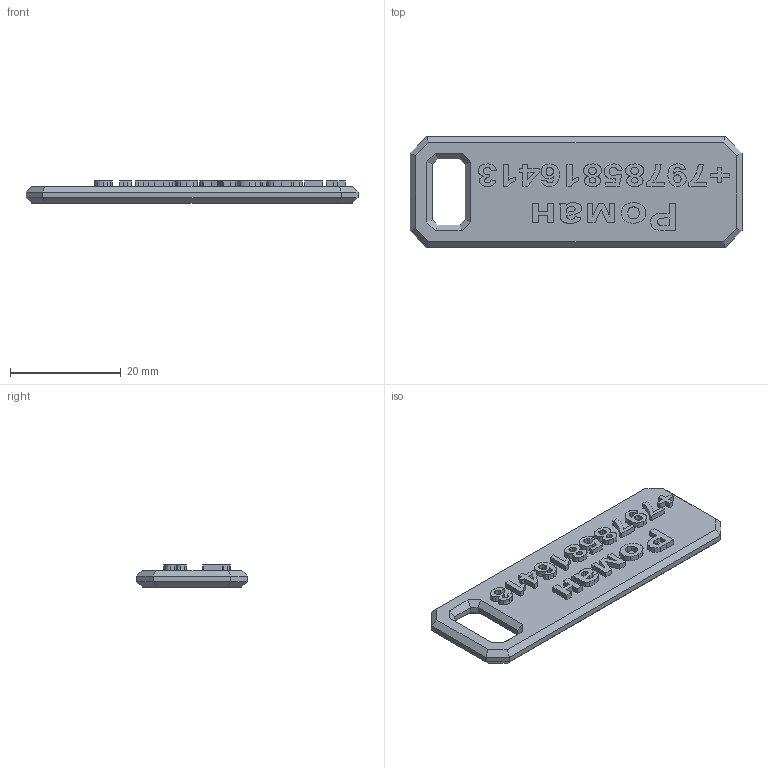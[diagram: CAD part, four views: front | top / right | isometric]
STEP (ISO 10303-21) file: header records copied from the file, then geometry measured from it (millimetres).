
FILE_DESCRIPTION(('STEP AP242'), '1');
FILE_NAME('item keychain ﾁ魲瑣顥 ﾀ', '', ('UNSPECIFIED'), ('UNSPECIFIED'), 'C3D Converter', 'C3D Toolkit', '');
FILE_SCHEMA(('AP242_MANAGED_MODEL_BASED_3D_ENGINEERING_MIM_LF { 1 0 10303 442 1 1 4 }'));
Length unit declared in the file: millimetre
Bounding box: 60 x 20 x 4 mm (x, y, z)
Volume: 3280.7 mm3; surface area: 2892.2 mm2
Topology: 1 solids, 1 shells, 398 faces, 1075 edges, 706 vertices
Faces by surface type: extrusion 225, plane 173
Entity records: 15861 total; most frequent: CARTESIAN_POINT 3530, ORIENTED_EDGE 2150, DIRECTION 1198, EDGE_CURVE 1075, VECTOR 850, VERTEX_POINT 706, B_SPLINE_CURVE_WITH_KNOTS 675, LINE 625
